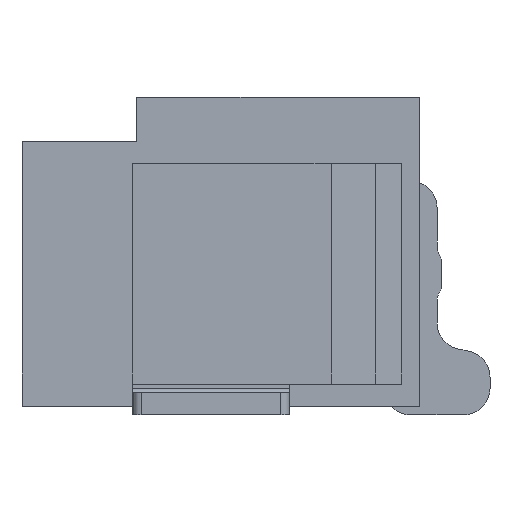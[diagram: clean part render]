
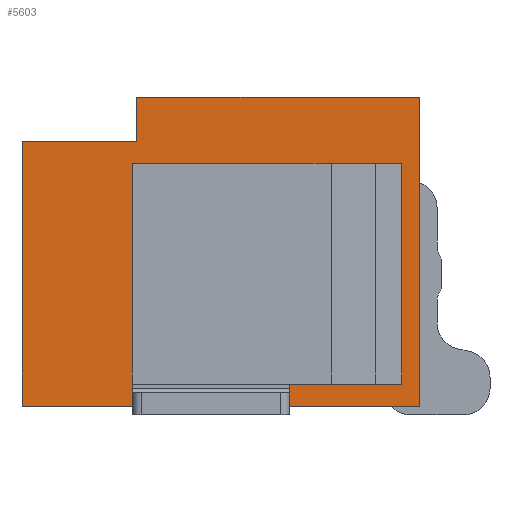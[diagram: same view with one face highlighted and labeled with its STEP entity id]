
A CAD part, left-side view. The second image highlights one B-rep face of the part: STEP entity #5603.
In plain terms, the highlighted planar face has unit normal (-1, 0, 0).
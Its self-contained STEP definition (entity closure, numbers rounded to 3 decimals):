
#170 = CARTESIAN_POINT ( 'NONE',  ( -0.875, 0., -1.75 ) ) ;
#208 = CARTESIAN_POINT ( 'NONE',  ( -0.875, 3.2, 1.75 ) ) ;
#340 = CARTESIAN_POINT ( 'NONE',  ( -0.875, 1.47, -1.55 ) ) ;
#394 = VERTEX_POINT ( 'NONE', #5020 ) ;
#454 = ORIENTED_EDGE ( 'NONE', *, *, #6620, .F. ) ;
#458 = VECTOR ( 'NONE', #2934, 1000. ) ;
#504 = DIRECTION ( 'NONE',  ( 0., 1., 0. ) ) ;
#700 = FACE_BOUND ( 'NONE', #4449, .T. ) ;
#729 = DIRECTION ( 'NONE',  ( -1., 0., 0. ) ) ;
#797 = ORIENTED_EDGE ( 'NONE', *, *, #2200, .F. ) ;
#825 = LINE ( 'NONE', #4922, #2066 ) ;
#827 = CARTESIAN_POINT ( 'NONE',  ( -0.875, 1.45, 1. ) ) ;
#896 = EDGE_CURVE ( 'NONE', #5092, #5669, #6188, .T. ) ;
#898 = VECTOR ( 'NONE', #4588, 1000. ) ;
#974 = VERTEX_POINT ( 'NONE', #5842 ) ;
#1019 = VECTOR ( 'NONE', #5670, 1000. ) ;
#1043 = CARTESIAN_POINT ( 'NONE',  ( -0.875, 3.25, 0.7 ) ) ;
#1194 = DIRECTION ( 'NONE',  ( 0., 0., 1. ) ) ;
#1265 = CARTESIAN_POINT ( 'NONE',  ( -0.875, 1.45, 1. ) ) ;
#1296 = VERTEX_POINT ( 'NONE', #1043 ) ;
#1318 = CARTESIAN_POINT ( 'NONE',  ( -0.875, 3.25, -1.55 ) ) ;
#1333 = VERTEX_POINT ( 'NONE', #4626 ) ;
#1500 = LINE ( 'NONE', #3540, #898 ) ;
#1635 = EDGE_CURVE ( 'NONE', #5092, #4026, #3768, .T. ) ;
#1644 = CARTESIAN_POINT ( 'NONE',  ( -0.875, 1.45, -1.5 ) ) ;
#1668 = EDGE_CURVE ( 'NONE', #4257, #1296, #4843, .T. ) ;
#1728 = FACE_BOUND ( 'NONE', #2592, .T. ) ;
#1779 = DIRECTION ( 'NONE',  ( 0., 0., -1. ) ) ;
#1846 = ORIENTED_EDGE ( 'NONE', *, *, #5100, .F. ) ;
#1893 = CARTESIAN_POINT ( 'NONE',  ( -0.875, 0.2, 1. ) ) ;
#1896 = VECTOR ( 'NONE', #3861, 1000. ) ;
#2010 = LINE ( 'NONE', #6576, #2169 ) ;
#2042 = CARTESIAN_POINT ( 'NONE',  ( -0.875, 4.5, -1.75 ) ) ;
#2066 = VECTOR ( 'NONE', #2360, 1000. ) ;
#2163 = CARTESIAN_POINT ( 'NONE',  ( -0.875, 0., 1.75 ) ) ;
#2169 = VECTOR ( 'NONE', #3554, 1000. ) ;
#2200 = EDGE_CURVE ( 'NONE', #4231, #4907, #4934, .T. ) ;
#2202 = EDGE_CURVE ( 'NONE', #3141, #3706, #4496, .T. ) ;
#2286 = VERTEX_POINT ( 'NONE', #2042 ) ;
#2348 = CARTESIAN_POINT ( 'NONE',  ( -0.875, 1.47, 0.7 ) ) ;
#2352 = ORIENTED_EDGE ( 'NONE', *, *, #896, .F. ) ;
#2360 = DIRECTION ( 'NONE',  ( 0., -1., 0. ) ) ;
#2446 = CARTESIAN_POINT ( 'NONE',  ( -0.875, 0., -1.75 ) ) ;
#2510 = AXIS2_PLACEMENT_3D ( 'NONE', #170, #729, #5833 ) ;
#2592 = EDGE_LOOP ( 'NONE', ( #797, #3352, #6517, #4916 ) ) ;
#2626 = ORIENTED_EDGE ( 'NONE', *, *, #1635, .T. ) ;
#2683 = EDGE_CURVE ( 'NONE', #4231, #4257, #1500, .T. ) ;
#2711 = FACE_OUTER_BOUND ( 'NONE', #4389, .T. ) ;
#2812 = VECTOR ( 'NONE', #2986, 1000. ) ;
#2823 = ORIENTED_EDGE ( 'NONE', *, *, #3429, .T. ) ;
#2934 = DIRECTION ( 'NONE',  ( 0., 0., -1. ) ) ;
#2986 = DIRECTION ( 'NONE',  ( 0., 1., 0. ) ) ;
#3141 = VERTEX_POINT ( 'NONE', #3668 ) ;
#3269 = DIRECTION ( 'NONE',  ( 0., 0., 1. ) ) ;
#3334 = VECTOR ( 'NONE', #4911, 1000. ) ;
#3352 = ORIENTED_EDGE ( 'NONE', *, *, #2683, .T. ) ;
#3395 = CARTESIAN_POINT ( 'NONE',  ( -0.875, 0.2, -1.5 ) ) ;
#3429 = EDGE_CURVE ( 'NONE', #3706, #974, #2010, .T. ) ;
#3516 = ORIENTED_EDGE ( 'NONE', *, *, #2202, .T. ) ;
#3540 = CARTESIAN_POINT ( 'NONE',  ( -0.875, 1.47, -1.55 ) ) ;
#3545 = VECTOR ( 'NONE', #1779, 1000. ) ;
#3554 = DIRECTION ( 'NONE',  ( 0., 1., 0. ) ) ;
#3590 = LINE ( 'NONE', #4672, #4522 ) ;
#3613 = ORIENTED_EDGE ( 'NONE', *, *, #5938, .F. ) ;
#3668 = CARTESIAN_POINT ( 'NONE',  ( -0.875, 0., -1.75 ) ) ;
#3706 = VERTEX_POINT ( 'NONE', #2163 ) ;
#3768 = LINE ( 'NONE', #3395, #1896 ) ;
#3861 = DIRECTION ( 'NONE',  ( 0., 0., -1. ) ) ;
#3865 = VECTOR ( 'NONE', #6008, 1000. ) ;
#3997 = EDGE_CURVE ( 'NONE', #4907, #1296, #4030, .T. ) ;
#4026 = VERTEX_POINT ( 'NONE', #5514 ) ;
#4028 = CARTESIAN_POINT ( 'NONE',  ( -0.875, 0.5, 1. ) ) ;
#4030 = LINE ( 'NONE', #2348, #3334 ) ;
#4070 = ORIENTED_EDGE ( 'NONE', *, *, #4490, .F. ) ;
#4200 = LINE ( 'NONE', #208, #3545 ) ;
#4215 = LINE ( 'NONE', #4247, #5416 ) ;
#4231 = VERTEX_POINT ( 'NONE', #4871 ) ;
#4245 = EDGE_CURVE ( 'NONE', #974, #6476, #4200, .T. ) ;
#4247 = CARTESIAN_POINT ( 'NONE',  ( -0.875, 4.5, -1.75 ) ) ;
#4257 = VERTEX_POINT ( 'NONE', #5279 ) ;
#4311 = PLANE ( 'NONE',  #2510 ) ;
#4389 = EDGE_LOOP ( 'NONE', ( #3613, #4070, #3516, #2823, #6404, #6472 ) ) ;
#4449 = EDGE_LOOP ( 'NONE', ( #2352, #2626, #454, #1846 ) ) ;
#4490 = EDGE_CURVE ( 'NONE', #3141, #2286, #3590, .T. ) ;
#4496 = LINE ( 'NONE', #2446, #4625 ) ;
#4522 = VECTOR ( 'NONE', #504, 1000. ) ;
#4588 = DIRECTION ( 'NONE',  ( 0., 1., 0. ) ) ;
#4592 = LINE ( 'NONE', #1644, #1019 ) ;
#4625 = VECTOR ( 'NONE', #5039, 1000. ) ;
#4626 = CARTESIAN_POINT ( 'NONE',  ( -0.875, 4.5, 1.25 ) ) ;
#4672 = CARTESIAN_POINT ( 'NONE',  ( -0.875, 0., -1.75 ) ) ;
#4843 = LINE ( 'NONE', #1318, #6401 ) ;
#4871 = CARTESIAN_POINT ( 'NONE',  ( -0.875, 1.47, -1.55 ) ) ;
#4907 = VERTEX_POINT ( 'NONE', #5062 ) ;
#4911 = DIRECTION ( 'NONE',  ( 0., 1., 0. ) ) ;
#4916 = ORIENTED_EDGE ( 'NONE', *, *, #3997, .F. ) ;
#4922 = CARTESIAN_POINT ( 'NONE',  ( -0.875, 4.5, 1.25 ) ) ;
#4934 = LINE ( 'NONE', #340, #3865 ) ;
#5020 = CARTESIAN_POINT ( 'NONE',  ( -0.875, 1.45, -1.5 ) ) ;
#5039 = DIRECTION ( 'NONE',  ( 0., 0., 1. ) ) ;
#5062 = CARTESIAN_POINT ( 'NONE',  ( -0.875, 1.47, 0.7 ) ) ;
#5092 = VERTEX_POINT ( 'NONE', #1893 ) ;
#5100 = EDGE_CURVE ( 'NONE', #5669, #394, #5489, .T. ) ;
#5207 = EDGE_CURVE ( 'NONE', #1333, #6476, #825, .T. ) ;
#5279 = CARTESIAN_POINT ( 'NONE',  ( -0.875, 3.25, -1.55 ) ) ;
#5416 = VECTOR ( 'NONE', #1194, 1000. ) ;
#5489 = LINE ( 'NONE', #1265, #458 ) ;
#5514 = CARTESIAN_POINT ( 'NONE',  ( -0.875, 0.2, -1.5 ) ) ;
#5603 = ADVANCED_FACE ( 'NONE', ( #1728, #700, #2711 ), #4311, .T. ) ;
#5669 = VERTEX_POINT ( 'NONE', #827 ) ;
#5670 = DIRECTION ( 'NONE',  ( 0., -1., 0. ) ) ;
#5833 = DIRECTION ( 'NONE',  ( 0., 0., 1. ) ) ;
#5842 = CARTESIAN_POINT ( 'NONE',  ( -0.875, 3.2, 1.75 ) ) ;
#5938 = EDGE_CURVE ( 'NONE', #2286, #1333, #4215, .T. ) ;
#5972 = CARTESIAN_POINT ( 'NONE',  ( -0.875, 3.2, 1.25 ) ) ;
#6008 = DIRECTION ( 'NONE',  ( 0., 0., 1. ) ) ;
#6188 = LINE ( 'NONE', #4028, #2812 ) ;
#6401 = VECTOR ( 'NONE', #3269, 1000. ) ;
#6404 = ORIENTED_EDGE ( 'NONE', *, *, #4245, .T. ) ;
#6472 = ORIENTED_EDGE ( 'NONE', *, *, #5207, .F. ) ;
#6476 = VERTEX_POINT ( 'NONE', #5972 ) ;
#6517 = ORIENTED_EDGE ( 'NONE', *, *, #1668, .T. ) ;
#6576 = CARTESIAN_POINT ( 'NONE',  ( -0.875, 0., 1.75 ) ) ;
#6620 = EDGE_CURVE ( 'NONE', #394, #4026, #4592, .T. ) ;
